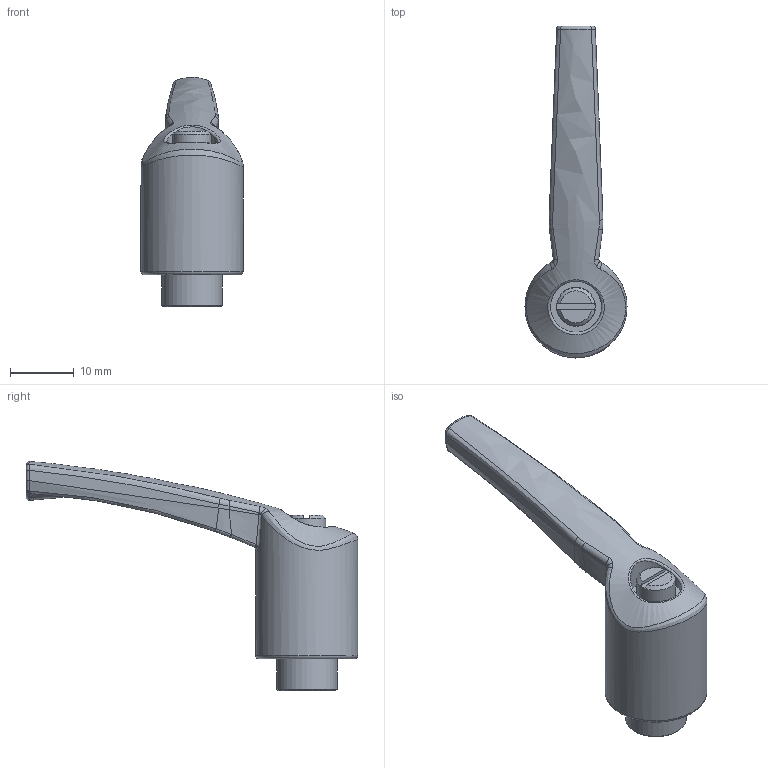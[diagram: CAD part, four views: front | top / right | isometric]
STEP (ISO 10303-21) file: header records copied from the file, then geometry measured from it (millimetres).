
FILE_DESCRIPTION( ( 'Unknown' ), '1' );
FILE_NAME( '7345010_GA44_B_M05.stp', 'Unknown', ( 'Unknown' ), ( 'Unknown' ), 'PSStep 14.0', 'Unknown', ' ' );
FILE_SCHEMA( ( 'AUTOMOTIVE_DESIGN { 1 0 10303 214 1 1 1 1 }' ) );
Length unit declared in the file: millimetre
Products named in the file (1): 1
Bounding box: 16 x 52 x 35.94 mm (x, y, z)
Volume: 5762.5 mm3; surface area: 2806.2 mm2
Topology: 1 solids, 1 shells, 74 faces, 175 edges, 104 vertices
Faces by surface type: bspline 50, plane 11, cylinder 7, cone 3, sphere 2, torus 1
Full cylindrical faces by diameter (mm): 4.134 x2, 6 x1, 6.1 x1, 8 x1, 9.5 x1, 16 x1
Entity records: 8366 total; most frequent: CARTESIAN_POINT 6528, ORIENTED_EDGE 314, EDGE_CURVE 157, DIRECTION 138, B_SPLINE_CURVE_WITH_KNOTS 111, VERTEX_POINT 100, EDGE_LOOP 89, FACE_OUTER_BOUND 83
